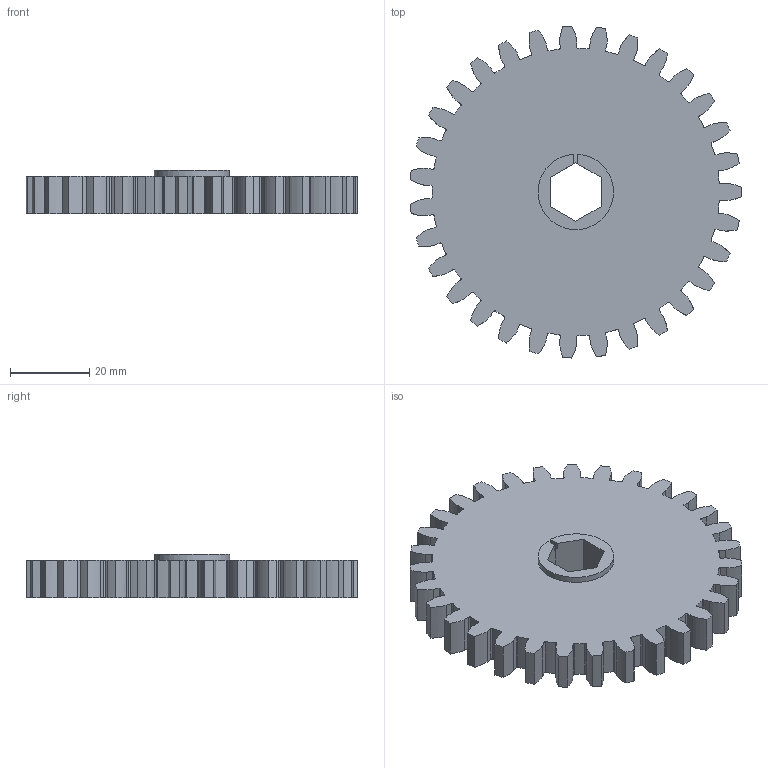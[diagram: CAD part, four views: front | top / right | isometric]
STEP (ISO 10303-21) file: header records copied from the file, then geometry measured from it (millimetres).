
FILE_DESCRIPTION(/* description */ (''),/* implementation_level */ '2;1');
FILE_NAME(/* name */ '31T 10DP Spur Gear.step',/* time_stamp */ '2024-08-02T21:23:19-04:00',/* author */ (''),/* organization */ (''),/* preprocessor_version */ 'ST-DEVELOPER v20',/* originating_system */ 'Autodesk Translation Framework v13.14.0.145',/* authorisation */ '');
FILE_SCHEMA (('AUTOMOTIVE_DESIGN { 1 0 10303 214 3 1 1 }'));
Length unit declared in the file: millimetre
Products named in the file (2): 31T 10DP Spur Gear; Spur Gear (31 teeth)
Assembly tree (1 placements, depth 2):
  31T 10DP Spur Gear
    Spur Gear (31 teeth)
Bounding box: 83.71 x 83.8 x 11.08 mm (x, y, z)
Volume: 44506.5 mm3; surface area: 14907.2 mm2
Topology: 1 solids, 1 shells, 260 faces, 774 edges, 516 vertices
Faces by surface type: cylinder 125, plane 73, bspline 62
Entity records: 26639 total; most frequent: CARTESIAN_POINT 19967, ORIENTED_EDGE 1548, DIRECTION 1302, EDGE_CURVE 774, VERTEX_POINT 516, AXIS2_PLACEMENT_3D 451, LINE 400, VECTOR 400
